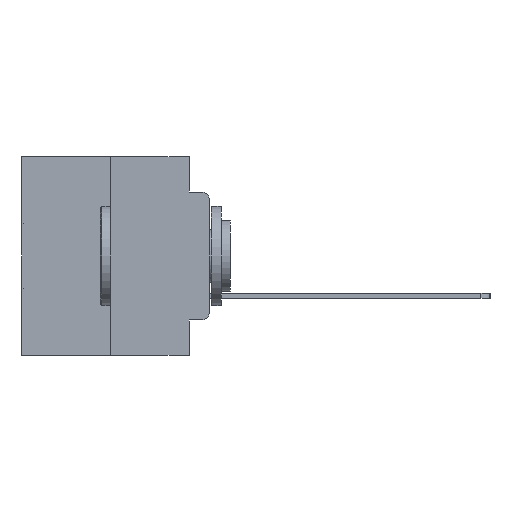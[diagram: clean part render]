
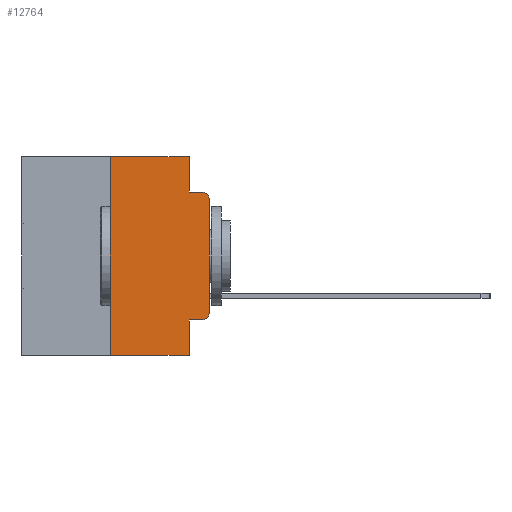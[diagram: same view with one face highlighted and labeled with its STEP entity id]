
A CAD part, left-side view. The second image highlights one B-rep face of the part: STEP entity #12764.
In plain terms, the highlighted planar face has unit normal (-1, 0, 0).
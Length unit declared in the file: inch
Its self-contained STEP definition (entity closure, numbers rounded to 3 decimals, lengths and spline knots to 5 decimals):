
#210 = CIRCLE ( 'NONE', #6424, 0.02 ) ;
#539 = EDGE_CURVE ( 'NONE', #24577, #6882, #13122, .T. ) ;
#1026 = VECTOR ( 'NONE', #28004, 39.37008 ) ;
#1383 = ORIENTED_EDGE ( 'NONE', *, *, #3571, .F. ) ;
#1764 = CARTESIAN_POINT ( 'NONE',  ( 0., 0.051, 0. ) ) ;
#2045 = EDGE_CURVE ( 'NONE', #21397, #24577, #15502, .T. ) ;
#2163 = VECTOR ( 'NONE', #25809, 39.37008 ) ;
#2810 = ORIENTED_EDGE ( 'NONE', *, *, #539, .T. ) ;
#3137 = CARTESIAN_POINT ( 'NONE',  ( 0., 0.051, -0.5 ) ) ;
#3571 = EDGE_CURVE ( 'NONE', #21397, #24199, #15058, .T. ) ;
#3679 = VERTEX_POINT ( 'NONE', #13582 ) ;
#3780 = EDGE_CURVE ( 'NONE', #26646, #9364, #15382, .T. ) ;
#3800 = DIRECTION ( 'NONE',  ( 0., 0., 1. ) ) ;
#3860 = ORIENTED_EDGE ( 'NONE', *, *, #14128, .F. ) ;
#3883 = LINE ( 'NONE', #1764, #26057 ) ;
#4348 = LINE ( 'NONE', #20303, #26494 ) ;
#4979 = AXIS2_PLACEMENT_3D ( 'NONE', #26594, #20085, #6834 ) ;
#4983 = VECTOR ( 'NONE', #25252, 39.37008 ) ;
#5303 = ORIENTED_EDGE ( 'NONE', *, *, #11122, .F. ) ;
#6424 = AXIS2_PLACEMENT_3D ( 'NONE', #9755, #25135, #11978 ) ;
#6834 = DIRECTION ( 'NONE',  ( 0., 0., -1. ) ) ;
#6862 = CARTESIAN_POINT ( 'NONE',  ( 0., 0.051, -0.4115 ) ) ;
#6882 = VERTEX_POINT ( 'NONE', #28540 ) ;
#8347 = CARTESIAN_POINT ( 'NONE',  ( 0., 0.051, 0. ) ) ;
#9162 = VECTOR ( 'NONE', #19409, 39.37008 ) ;
#9186 = ORIENTED_EDGE ( 'NONE', *, *, #19982, .T. ) ;
#9364 = VERTEX_POINT ( 'NONE', #8347 ) ;
#9755 = CARTESIAN_POINT ( 'NONE',  ( 0., 0.02, -0.1085 ) ) ;
#9785 = DIRECTION ( 'NONE',  ( 0., -1., 0. ) ) ;
#9871 = CARTESIAN_POINT ( 'NONE',  ( 0., 0.473, -0.5 ) ) ;
#10091 = CARTESIAN_POINT ( 'NONE',  ( 0., 0.473, 0. ) ) ;
#10486 = CARTESIAN_POINT ( 'NONE',  ( 0., 0.051, -0.4115 ) ) ;
#10962 = LINE ( 'NONE', #9871, #4983 ) ;
#11122 = EDGE_CURVE ( 'NONE', #28660, #26646, #27178, .T. ) ;
#11550 = CARTESIAN_POINT ( 'NONE',  ( 0., 0., -0.1085 ) ) ;
#11978 = DIRECTION ( 'NONE',  ( 0., 0., -1. ) ) ;
#12616 = EDGE_CURVE ( 'NONE', #9364, #24061, #3883, .T. ) ;
#12676 = CARTESIAN_POINT ( 'NONE',  ( 0., 0., 0. ) ) ;
#12764 = ADVANCED_FACE ( 'NONE', ( #17482 ), #17864, .F. ) ;
#13001 = EDGE_CURVE ( 'NONE', #28660, #24199, #10962, .T. ) ;
#13122 = CIRCLE ( 'NONE', #21558, 0.02 ) ;
#13582 = CARTESIAN_POINT ( 'NONE',  ( 0., 0.02, -0.0885 ) ) ;
#13700 = EDGE_LOOP ( 'NONE', ( #9186, #20901, #3860, #27404, #16442, #5303, #22974, #1383, #19182, #2810 ) ) ;
#14128 = EDGE_CURVE ( 'NONE', #24061, #3679, #4348, .T. ) ;
#14856 = VECTOR ( 'NONE', #3800, 39.37008 ) ;
#14859 = CARTESIAN_POINT ( 'NONE',  ( 0., 0.25, 0. ) ) ;
#15058 = LINE ( 'NONE', #19440, #9162 ) ;
#15382 = LINE ( 'NONE', #10091, #26342 ) ;
#15502 = LINE ( 'NONE', #10486, #2163 ) ;
#15882 = DIRECTION ( 'NONE',  ( 0., -1., 0. ) ) ;
#16048 = CARTESIAN_POINT ( 'NONE',  ( 0., 0.051, -0.0885 ) ) ;
#16442 = ORIENTED_EDGE ( 'NONE', *, *, #3780, .F. ) ;
#17458 = LINE ( 'NONE', #12676, #1026 ) ;
#17482 = FACE_OUTER_BOUND ( 'NONE', #13700, .T. ) ;
#17864 = PLANE ( 'NONE',  #4979 ) ;
#18492 = EDGE_CURVE ( 'NONE', #19015, #3679, #210, .T. ) ;
#19015 = VERTEX_POINT ( 'NONE', #11550 ) ;
#19182 = ORIENTED_EDGE ( 'NONE', *, *, #2045, .T. ) ;
#19409 = DIRECTION ( 'NONE',  ( 0., 0., -1. ) ) ;
#19440 = CARTESIAN_POINT ( 'NONE',  ( 0., 0.051, 0. ) ) ;
#19982 = EDGE_CURVE ( 'NONE', #6882, #19015, #17458, .T. ) ;
#20085 = DIRECTION ( 'NONE',  ( 1., 0., 0. ) ) ;
#20303 = CARTESIAN_POINT ( 'NONE',  ( 0., 0.051, -0.0885 ) ) ;
#20901 = ORIENTED_EDGE ( 'NONE', *, *, #18492, .T. ) ;
#21397 = VERTEX_POINT ( 'NONE', #6862 ) ;
#21558 = AXIS2_PLACEMENT_3D ( 'NONE', #26570, #28693, #28375 ) ;
#22974 = ORIENTED_EDGE ( 'NONE', *, *, #13001, .T. ) ;
#24040 = DIRECTION ( 'NONE',  ( 0., 0., -1. ) ) ;
#24061 = VERTEX_POINT ( 'NONE', #16048 ) ;
#24199 = VERTEX_POINT ( 'NONE', #3137 ) ;
#24390 = CARTESIAN_POINT ( 'NONE',  ( 0., 0.02, -0.4115 ) ) ;
#24577 = VERTEX_POINT ( 'NONE', #24390 ) ;
#25135 = DIRECTION ( 'NONE',  ( -1., 0., 0. ) ) ;
#25252 = DIRECTION ( 'NONE',  ( 0., -1., 0. ) ) ;
#25809 = DIRECTION ( 'NONE',  ( 0., -1., 0. ) ) ;
#26057 = VECTOR ( 'NONE', #24040, 39.37008 ) ;
#26342 = VECTOR ( 'NONE', #9785, 39.37008 ) ;
#26494 = VECTOR ( 'NONE', #15882, 39.37008 ) ;
#26570 = CARTESIAN_POINT ( 'NONE',  ( 0., 0.02, -0.3915 ) ) ;
#26594 = CARTESIAN_POINT ( 'NONE',  ( 0., 0.473, 0. ) ) ;
#26646 = VERTEX_POINT ( 'NONE', #14859 ) ;
#27178 = LINE ( 'NONE', #28072, #14856 ) ;
#27193 = CARTESIAN_POINT ( 'NONE',  ( 0., 0.25, -0.5 ) ) ;
#27404 = ORIENTED_EDGE ( 'NONE', *, *, #12616, .F. ) ;
#28004 = DIRECTION ( 'NONE',  ( 0., 0., 1. ) ) ;
#28072 = CARTESIAN_POINT ( 'NONE',  ( 0., 0.25, 0. ) ) ;
#28375 = DIRECTION ( 'NONE',  ( 0., 0., -1. ) ) ;
#28540 = CARTESIAN_POINT ( 'NONE',  ( 0., 0., -0.3915 ) ) ;
#28660 = VERTEX_POINT ( 'NONE', #27193 ) ;
#28693 = DIRECTION ( 'NONE',  ( -1., 0., 0. ) ) ;
